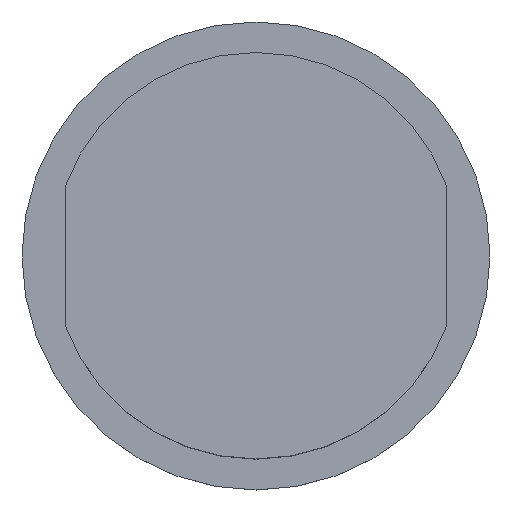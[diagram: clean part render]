
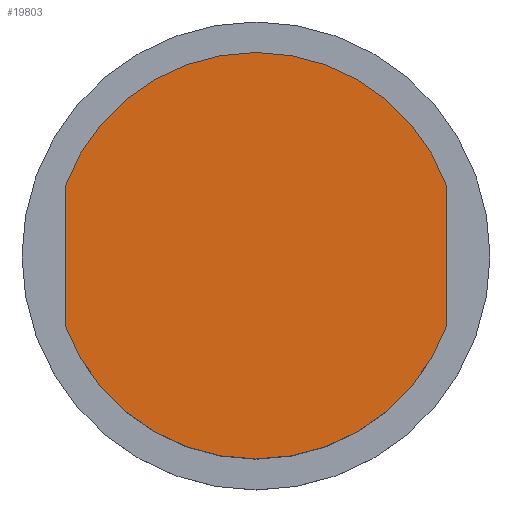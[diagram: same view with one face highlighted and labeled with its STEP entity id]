
A CAD part, top view. The second image highlights one B-rep face of the part: STEP entity #19803.
In plain terms, the highlighted planar face has unit normal (0, 0, 1).
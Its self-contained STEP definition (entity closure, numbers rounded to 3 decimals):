
#19720=CARTESIAN_POINT('',(0.,0.,36.6));
#19721=DIRECTION('',(0.,0.,-1.));
#19722=DIRECTION('',(0.939,-0.343,0.));
#19723=AXIS2_PLACEMENT_3D('',#19720,#19721,#19722);
#19725=CARTESIAN_POINT('',(0.,0.,36.6));
#19726=DIRECTION('',(0.,0.,-1.));
#19727=DIRECTION('',(-0.939,0.343,0.));
#19728=AXIS2_PLACEMENT_3D('',#19725,#19726,#19727);
#19730=DIRECTION('',(0.,1.,0.));
#19731=VECTOR('',#19730,11.314);
#19732=CARTESIAN_POINT('',(15.5,-5.657,36.6));
#19733=LINE('',#19732,#19731);
#19751=DIRECTION('',(0.,-1.,0.));
#19752=VECTOR('',#19751,11.314);
#19753=CARTESIAN_POINT('',(-15.5,5.657,36.6));
#19754=LINE('',#19753,#19752);
#19780=CARTESIAN_POINT('',(15.5,-5.657,36.6));
#19781=CARTESIAN_POINT('',(15.5,5.657,36.6));
#19782=VERTEX_POINT('',#19780);
#19783=VERTEX_POINT('',#19781);
#19784=CARTESIAN_POINT('',(-15.5,-5.657,36.6));
#19785=VERTEX_POINT('',#19784);
#19786=CARTESIAN_POINT('',(-15.5,5.657,36.6));
#19787=VERTEX_POINT('',#19786);
#19788=CARTESIAN_POINT('',(0.,0.,36.6));
#19789=DIRECTION('',(0.,0.,1.));
#19790=DIRECTION('',(1.,0.,0.));
#19791=AXIS2_PLACEMENT_3D('',#19788,#19789,#19790);
#19792=PLANE('',#19791);
#19794=ORIENTED_EDGE('',*,*,#19793,.F.);
#19796=ORIENTED_EDGE('',*,*,#19795,.T.);
#19798=ORIENTED_EDGE('',*,*,#19797,.F.);
#19800=ORIENTED_EDGE('',*,*,#19799,.T.);
#19801=EDGE_LOOP('',(#19794,#19796,#19798,#19800));
#19802=FACE_OUTER_BOUND('',#19801,.F.);
#19803=ADVANCED_FACE('',(#19802),#19792,.T.);
#19724=CIRCLE('',#19723,16.5);
#19729=CIRCLE('',#19728,16.5);
#19793=EDGE_CURVE('',#19782,#19783,#19733,.T.);
#19795=EDGE_CURVE('',#19782,#19785,#19724,.T.);
#19797=EDGE_CURVE('',#19787,#19785,#19754,.T.);
#19799=EDGE_CURVE('',#19787,#19783,#19729,.T.);
